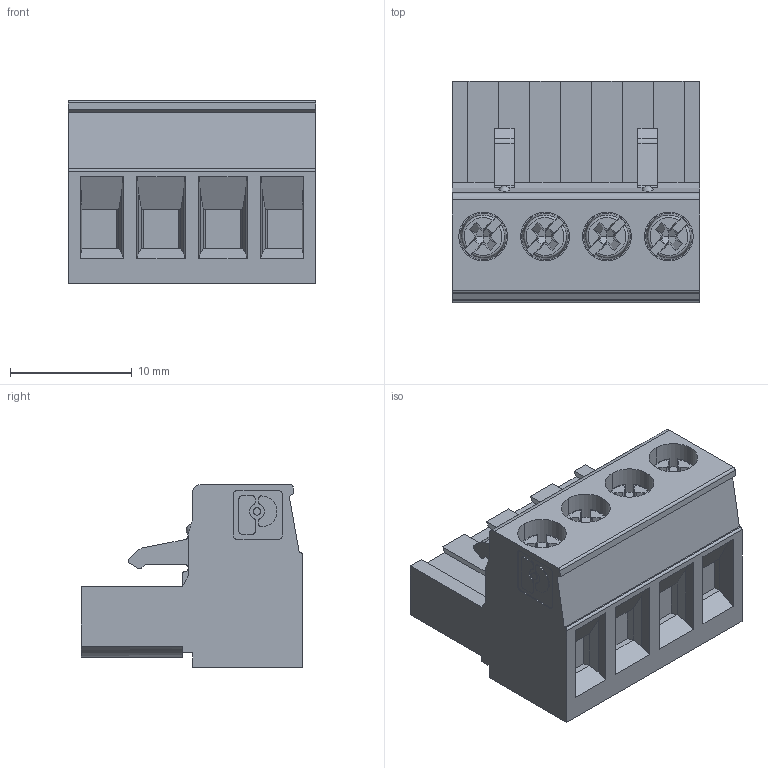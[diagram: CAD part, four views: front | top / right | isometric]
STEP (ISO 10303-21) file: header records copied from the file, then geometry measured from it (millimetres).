
FILE_DESCRIPTION(('Creo Elements/Direct Modeling STEP Export'),'2;1');
FILE_NAME('model.stp','2019-08-29T13:53:43',(''),(''),'Creo Elements/Direct Modeling STEP processor for AP214 (Solid Model)','Creo Elements/Direct Modeling 20.1A 29-Sep-2018 (C) Parametric Technology GmbH','');
FILE_SCHEMA(('AUTOMOTIVE_DESIGN { 1 0 10303 214 1 1 1 1 }'));
Length unit declared in the file: millimetre
Products named in the file (2): BCP_508_4_GN
Assembly tree (1 placements, depth 2):
  BCP_508_4_GN
    BCP_508_4_GN
Bounding box: 20.32 x 18.2 x 15 mm (x, y, z)
Volume: 3426.3 mm3; surface area: 2266.5 mm2
Topology: 1 solids, 1 shells, 479 faces, 1255 edges, 804 vertices
Faces by surface type: plane 375, cylinder 62, cone 24, torus 18
Entity records: 18779 total; most frequent: CARTESIAN_POINT 3655, ORIENTED_EDGE 2510, DIRECTION 2093, EDGE_CURVE 1255, VECTOR 937, LINE 937, VERTEX_POINT 804, AXIS2_PLACEMENT_3D 578
